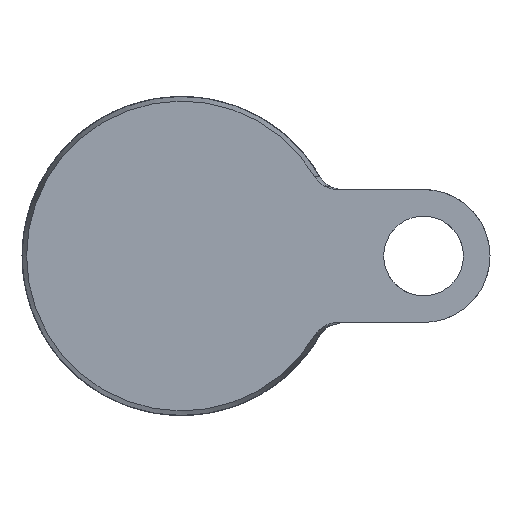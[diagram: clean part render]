
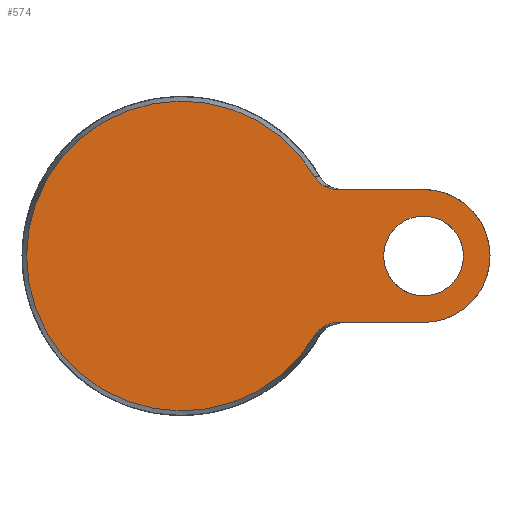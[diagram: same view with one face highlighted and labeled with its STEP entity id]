
A CAD part, front view. The second image highlights one B-rep face of the part: STEP entity #574.
In plain terms, the highlighted planar face has unit normal (0, -1, 0).
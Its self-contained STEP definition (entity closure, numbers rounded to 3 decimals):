
#34 = ORIENTED_EDGE ( 'NONE', *, *, #731, .T. ) ;
#43 = CARTESIAN_POINT ( 'NONE',  ( 27.255, 0., -12.953 ) ) ;
#57 = CARTESIAN_POINT ( 'NONE',  ( 25.237, 0., -14.58 ) ) ;
#79 = AXIS2_PLACEMENT_3D ( 'NONE', #430, #416, #148 ) ;
#84 = B_SPLINE_CURVE_WITH_KNOTS ( 'NONE', 3,
 ( #1001, #57, #752, #223, #555, #724, #403, #43, #391, #827, #1076, #1089, #632 ),
 .UNSPECIFIED., .F., .F.,
 ( 4, 2, 2, 1, 2, 2, 4 ),
 ( 0., 0.001, 0.002, 0.003, 0.003, 0.004, 0.005 ),
 .UNSPECIFIED. ) ;
#86 = CARTESIAN_POINT ( 'NONE',  ( 25.237, 0., 14.58 ) ) ;
#97 = CIRCLE ( 'NONE', #250, 7.5 ) ;
#111 = EDGE_CURVE ( 'NONE', #484, #490, #973, .T. ) ;
#129 = ORIENTED_EDGE ( 'NONE', *, *, #534, .T. ) ;
#148 = DIRECTION ( 'NONE',  ( 0., 0., -1. ) ) ;
#159 = VERTEX_POINT ( 'NONE', #164 ) ;
#164 = CARTESIAN_POINT ( 'NONE',  ( 45.5, 0., 7.5 ) ) ;
#193 = CARTESIAN_POINT ( 'NONE',  ( 15., 0., 12.5 ) ) ;
#197 = CARTESIAN_POINT ( 'NONE',  ( 15., 0., -12.5 ) ) ;
#208 = CARTESIAN_POINT ( 'NONE',  ( 28.933, 0., 12.5 ) ) ;
#223 = CARTESIAN_POINT ( 'NONE',  ( 25.977, 0., -13.784 ) ) ;
#229 = ORIENTED_EDGE ( 'NONE', *, *, #901, .T. ) ;
#250 = AXIS2_PLACEMENT_3D ( 'NONE', #1057, #995, #918 ) ;
#261 = CARTESIAN_POINT ( 'NONE',  ( 25.507, 0., 14.24 ) ) ;
#294 = CARTESIAN_POINT ( 'NONE',  ( 29.374, 0., -12.5 ) ) ;
#302 = CARTESIAN_POINT ( 'NONE',  ( 29.374, 0., 12.5 ) ) ;
#311 = CARTESIAN_POINT ( 'NONE',  ( 26.495, 0., 13.38 ) ) ;
#313 = ORIENTED_EDGE ( 'NONE', *, *, #705, .F. ) ;
#342 = CARTESIAN_POINT ( 'NONE',  ( 25.011, 0., 14.959 ) ) ;
#350 = DIRECTION ( 'NONE',  ( 0., -1., 0. ) ) ;
#362 = VERTEX_POINT ( 'NONE', #509 ) ;
#370 = VECTOR ( 'NONE', #537, 1000. ) ;
#391 = CARTESIAN_POINT ( 'NONE',  ( 27.662, 0., -12.789 ) ) ;
#392 = DIRECTION ( 'NONE',  ( 0., 1., 0. ) ) ;
#397 = CARTESIAN_POINT ( 'NONE',  ( 28.502, 0., 12.556 ) ) ;
#403 = CARTESIAN_POINT ( 'NONE',  ( 26.862, 0., -13.142 ) ) ;
#416 = DIRECTION ( 'NONE',  ( 0., 1., 0. ) ) ;
#430 = CARTESIAN_POINT ( 'NONE',  ( 45.5, 0., 0. ) ) ;
#441 = AXIS2_PLACEMENT_3D ( 'NONE', #662, #392, #983 ) ;
#458 = DIRECTION ( 'NONE',  ( 1., 0., 0. ) ) ;
#471 = CARTESIAN_POINT ( 'NONE',  ( 27.659, 0., 12.79 ) ) ;
#484 = VERTEX_POINT ( 'NONE', #721 ) ;
#489 = CARTESIAN_POINT ( 'NONE',  ( 29.374, 0., 12.5 ) ) ;
#490 = VERTEX_POINT ( 'NONE', #294 ) ;
#509 = CARTESIAN_POINT ( 'NONE',  ( 25.011, 0., -14.959 ) ) ;
#534 = EDGE_CURVE ( 'NONE', #159, #159, #97, .T. ) ;
#537 = DIRECTION ( 'NONE',  ( -1., 0., 0. ) ) ;
#542 = VECTOR ( 'NONE', #458, 1000. ) ;
#555 = CARTESIAN_POINT ( 'NONE',  ( 26.146, 0., -13.64 ) ) ;
#563 = CIRCLE ( 'NONE', #79, 12.5 ) ;
#574 = ADVANCED_FACE ( 'NONE', ( #1002, #749 ), #1083, .F. ) ;
#590 = EDGE_LOOP ( 'NONE', ( #730, #668, #34, #229, #727, #313 ) ) ;
#607 = DIRECTION ( 'NONE',  ( 0., 0., -1. ) ) ;
#616 = CARTESIAN_POINT ( 'NONE',  ( 45.5, 0., 12.5 ) ) ;
#621 = AXIS2_PLACEMENT_3D ( 'NONE', #1014, #350, #607 ) ;
#632 = CARTESIAN_POINT ( 'NONE',  ( 29.374, 0., -12.5 ) ) ;
#650 = VERTEX_POINT ( 'NONE', #302 ) ;
#662 = CARTESIAN_POINT ( 'NONE',  ( -29.143, 0., 0. ) ) ;
#668 = ORIENTED_EDGE ( 'NONE', *, *, #1017, .T. ) ;
#674 = CARTESIAN_POINT ( 'NONE',  ( 25.976, 0., 13.785 ) ) ;
#705 = EDGE_CURVE ( 'NONE', #764, #484, #563, .T. ) ;
#714 = CIRCLE ( 'NONE', #621, 29.143 ) ;
#721 = CARTESIAN_POINT ( 'NONE',  ( 45.5, 0., -12.5 ) ) ;
#724 = CARTESIAN_POINT ( 'NONE',  ( 26.497, 0., -13.379 ) ) ;
#727 = ORIENTED_EDGE ( 'NONE', *, *, #111, .F. ) ;
#730 = ORIENTED_EDGE ( 'NONE', *, *, #828, .F. ) ;
#731 = EDGE_CURVE ( 'NONE', #777, #362, #714, .T. ) ;
#734 = CARTESIAN_POINT ( 'NONE',  ( 26.678, 0., 13.261 ) ) ;
#747 = CARTESIAN_POINT ( 'NONE',  ( 27.869, 0., 12.721 ) ) ;
#749 = FACE_BOUND ( 'NONE', #919, .T. ) ;
#752 = CARTESIAN_POINT ( 'NONE',  ( 25.508, 0., -14.24 ) ) ;
#764 = VERTEX_POINT ( 'NONE', #616 ) ;
#777 = VERTEX_POINT ( 'NONE', #956 ) ;
#791 = LINE ( 'NONE', #193, #542 ) ;
#817 = CARTESIAN_POINT ( 'NONE',  ( 27.253, 0., 12.954 ) ) ;
#827 = CARTESIAN_POINT ( 'NONE',  ( 27.871, 0., -12.72 ) ) ;
#828 = EDGE_CURVE ( 'NONE', #650, #764, #791, .T. ) ;
#901 = EDGE_CURVE ( 'NONE', #362, #490, #84, .T. ) ;
#918 = DIRECTION ( 'NONE',  ( 0., 0., 1. ) ) ;
#919 = EDGE_LOOP ( 'NONE', ( #129 ) ) ;
#923 = CARTESIAN_POINT ( 'NONE',  ( 26.144, 0., 13.642 ) ) ;
#956 = CARTESIAN_POINT ( 'NONE',  ( 25.011, 0., 14.959 ) ) ;
#973 = LINE ( 'NONE', #197, #370 ) ;
#983 = DIRECTION ( 'NONE',  ( 0., 0., 1. ) ) ;
#995 = DIRECTION ( 'NONE',  ( 0., 1., 0. ) ) ;
#1001 = CARTESIAN_POINT ( 'NONE',  ( 25.011, 0., -14.959 ) ) ;
#1002 = FACE_OUTER_BOUND ( 'NONE', #590, .T. ) ;
#1014 = CARTESIAN_POINT ( 'NONE',  ( 0., 0., 0. ) ) ;
#1017 = EDGE_CURVE ( 'NONE', #650, #777, #1028, .T. ) ;
#1028 = B_SPLINE_CURVE_WITH_KNOTS ( 'NONE', 3,
 ( #489, #208, #397, #747, #471, #817, #1085, #734, #311, #923, #674, #261, #86, #342 ),
 .UNSPECIFIED., .F., .F.,
 ( 4, 2, 2, 2, 2, 2, 4 ),
 ( 0., 0.001, 0.002, 0.003, 0.003, 0.004, 0.005 ),
 .UNSPECIFIED. ) ;
#1057 = CARTESIAN_POINT ( 'NONE',  ( 45.5, 0., 0. ) ) ;
#1076 = CARTESIAN_POINT ( 'NONE',  ( 28.503, 0., -12.556 ) ) ;
#1083 = PLANE ( 'NONE',  #441 ) ;
#1085 = CARTESIAN_POINT ( 'NONE',  ( 27.057, 0., 13.048 ) ) ;
#1089 = CARTESIAN_POINT ( 'NONE',  ( 28.933, 0., -12.5 ) ) ;
